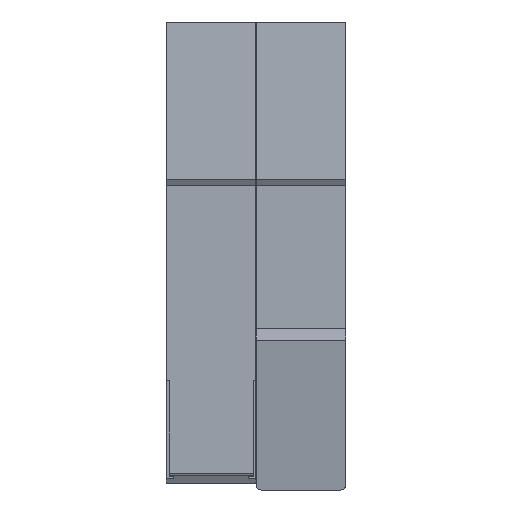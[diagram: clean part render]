
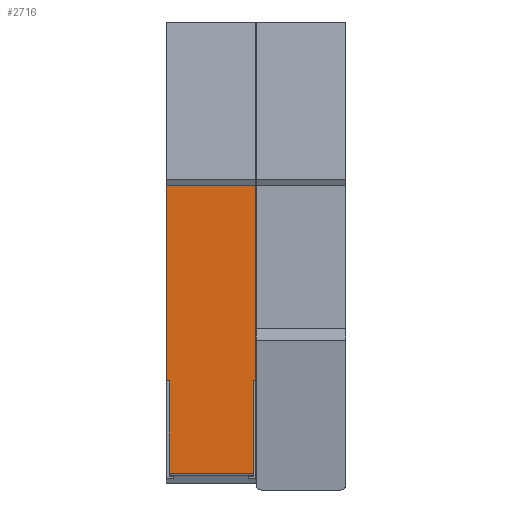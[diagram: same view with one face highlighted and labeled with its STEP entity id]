
A CAD part, front view. The second image highlights one B-rep face of the part: STEP entity #2716.
In plain terms, the highlighted planar face has unit normal (0, -1, 0).
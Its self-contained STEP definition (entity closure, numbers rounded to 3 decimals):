
#296 = VERTEX_POINT ( 'NONE', #64535 ) ;
#1771 = CARTESIAN_POINT ( 'NONE',  ( 8.75, -30.2, 40.736 ) ) ;
#1892 = VERTEX_POINT ( 'NONE', #6127 ) ;
#2716 = ADVANCED_FACE ( 'NONE', ( #15244 ), #44800, .F. ) ;
#3985 = VERTEX_POINT ( 'NONE', #37829 ) ;
#4937 = CARTESIAN_POINT ( 'NONE',  ( 17.5, -30.2, -22.64 ) ) ;
#5255 = VERTEX_POINT ( 'NONE', #4937 ) ;
#5295 = CARTESIAN_POINT ( 'NONE',  ( 1.5, -30.2, 22.64 ) ) ;
#5347 = EDGE_CURVE ( 'NONE', #6336, #57851, #28094, .T. ) ;
#5516 = DIRECTION ( 'NONE',  ( 0., 0., -1. ) ) ;
#5574 = CARTESIAN_POINT ( 'NONE',  ( 0.6, -30.2, 40.736 ) ) ;
#6127 = CARTESIAN_POINT ( 'NONE',  ( 0.6, -30.2, -40.736 ) ) ;
#6336 = VERTEX_POINT ( 'NONE', #38652 ) ;
#6864 = EDGE_CURVE ( 'NONE', #64960, #1892, #24091, .T. ) ;
#6885 = CARTESIAN_POINT ( 'NONE',  ( 17., -30.2, -40.736 ) ) ;
#7358 = ORIENTED_EDGE ( 'NONE', *, *, #49844, .T. ) ;
#9251 = CARTESIAN_POINT ( 'NONE',  ( 17., -30.2, 22.64 ) ) ;
#10570 = EDGE_CURVE ( 'NONE', #26152, #18758, #25980, .T. ) ;
#11023 = ORIENTED_EDGE ( 'NONE', *, *, #50695, .F. ) ;
#11771 = VECTOR ( 'NONE', #5516, 1000. ) ;
#15244 = FACE_OUTER_BOUND ( 'NONE', #68156, .T. ) ;
#16876 = CARTESIAN_POINT ( 'NONE',  ( 17., -30.2, -22.64 ) ) ;
#17846 = ORIENTED_EDGE ( 'NONE', *, *, #26860, .T. ) ;
#18210 = VERTEX_POINT ( 'NONE', #6885 ) ;
#18296 = CARTESIAN_POINT ( 'NONE',  ( 1.5, -30.2, -22.64 ) ) ;
#18758 = VERTEX_POINT ( 'NONE', #73940 ) ;
#19961 = VECTOR ( 'NONE', #29382, 1000. ) ;
#24062 = CARTESIAN_POINT ( 'NONE',  ( 0., -30.2, 0. ) ) ;
#24091 = LINE ( 'NONE', #47204, #52892 ) ;
#25092 = CARTESIAN_POINT ( 'NONE',  ( 0., -30.2, 22.64 ) ) ;
#25426 = EDGE_CURVE ( 'NONE', #64960, #3985, #35385, .T. ) ;
#25980 = LINE ( 'NONE', #9251, #59704 ) ;
#26058 = EDGE_CURVE ( 'NONE', #45228, #5255, #50021, .T. ) ;
#26152 = VERTEX_POINT ( 'NONE', #43032 ) ;
#26860 = EDGE_CURVE ( 'NONE', #1892, #18210, #34432, .T. ) ;
#28094 = LINE ( 'NONE', #5295, #62521 ) ;
#28460 = DIRECTION ( 'NONE',  ( -1., 0., 0. ) ) ;
#28994 = LINE ( 'NONE', #16876, #32796 ) ;
#29382 = DIRECTION ( 'NONE',  ( 0., 0., -1. ) ) ;
#32112 = LINE ( 'NONE', #1771, #41747 ) ;
#32451 = EDGE_CURVE ( 'NONE', #26152, #45228, #68548, .T. ) ;
#32796 = VECTOR ( 'NONE', #52105, 1000. ) ;
#33901 = EDGE_CURVE ( 'NONE', #296, #18210, #28994, .T. ) ;
#34432 = LINE ( 'NONE', #45414, #56665 ) ;
#35385 = LINE ( 'NONE', #18296, #50488 ) ;
#35720 = ORIENTED_EDGE ( 'NONE', *, *, #10570, .T. ) ;
#36043 = ORIENTED_EDGE ( 'NONE', *, *, #26058, .F. ) ;
#37608 = CARTESIAN_POINT ( 'NONE',  ( 0.6, -30.2, 22.64 ) ) ;
#37829 = CARTESIAN_POINT ( 'NONE',  ( 0., -30.2, -22.64 ) ) ;
#38267 = AXIS2_PLACEMENT_3D ( 'NONE', #44048, #38377, #61531 ) ;
#38377 = DIRECTION ( 'NONE',  ( 0., 1., 0. ) ) ;
#38652 = CARTESIAN_POINT ( 'NONE',  ( 0.6, -30.2, 22.64 ) ) ;
#41559 = ORIENTED_EDGE ( 'NONE', *, *, #25426, .F. ) ;
#41747 = VECTOR ( 'NONE', #60183, 1000. ) ;
#43032 = CARTESIAN_POINT ( 'NONE',  ( 17., -30.2, 22.64 ) ) ;
#44048 = CARTESIAN_POINT ( 'NONE',  ( 8.75, -30.2, 0. ) ) ;
#44800 = PLANE ( 'NONE',  #38267 ) ;
#44970 = ORIENTED_EDGE ( 'NONE', *, *, #55911, .T. ) ;
#45228 = VERTEX_POINT ( 'NONE', #73340 ) ;
#45414 = CARTESIAN_POINT ( 'NONE',  ( 8.75, -30.2, -40.736 ) ) ;
#45920 = VECTOR ( 'NONE', #57159, 1000. ) ;
#47172 = LINE ( 'NONE', #24062, #19961 ) ;
#47204 = CARTESIAN_POINT ( 'NONE',  ( 0.6, -30.2, -22.64 ) ) ;
#49844 = EDGE_CURVE ( 'NONE', #18758, #70068, #32112, .T. ) ;
#50021 = LINE ( 'NONE', #73599, #11771 ) ;
#50317 = VECTOR ( 'NONE', #66467, 1000. ) ;
#50488 = VECTOR ( 'NONE', #58527, 1000. ) ;
#50695 = EDGE_CURVE ( 'NONE', #6336, #70068, #73296, .T. ) ;
#51080 = CARTESIAN_POINT ( 'NONE',  ( 16., -30.2, 22.64 ) ) ;
#51635 = ORIENTED_EDGE ( 'NONE', *, *, #63006, .T. ) ;
#52105 = DIRECTION ( 'NONE',  ( 0., 0., -1. ) ) ;
#52892 = VECTOR ( 'NONE', #57878, 1000. ) ;
#55911 = EDGE_CURVE ( 'NONE', #296, #5255, #56957, .T. ) ;
#56665 = VECTOR ( 'NONE', #68594, 1000. ) ;
#56957 = LINE ( 'NONE', #67633, #67684 ) ;
#57159 = DIRECTION ( 'NONE',  ( 1., 0., 0. ) ) ;
#57786 = ORIENTED_EDGE ( 'NONE', *, *, #6864, .T. ) ;
#57851 = VERTEX_POINT ( 'NONE', #25092 ) ;
#57878 = DIRECTION ( 'NONE',  ( 0., 0., -1. ) ) ;
#58527 = DIRECTION ( 'NONE',  ( -1., 0., 0. ) ) ;
#59704 = VECTOR ( 'NONE', #73032, 1000. ) ;
#60183 = DIRECTION ( 'NONE',  ( -1., 0., 0. ) ) ;
#60938 = ORIENTED_EDGE ( 'NONE', *, *, #5347, .T. ) ;
#61531 = DIRECTION ( 'NONE',  ( 0., 0., 1. ) ) ;
#62521 = VECTOR ( 'NONE', #28460, 1000. ) ;
#63006 = EDGE_CURVE ( 'NONE', #57851, #3985, #47172, .T. ) ;
#64535 = CARTESIAN_POINT ( 'NONE',  ( 17., -30.2, -22.64 ) ) ;
#64960 = VERTEX_POINT ( 'NONE', #65826 ) ;
#65826 = CARTESIAN_POINT ( 'NONE',  ( 0.6, -30.2, -22.64 ) ) ;
#66467 = DIRECTION ( 'NONE',  ( 0., 0., 1. ) ) ;
#67095 = ORIENTED_EDGE ( 'NONE', *, *, #32451, .F. ) ;
#67633 = CARTESIAN_POINT ( 'NONE',  ( 16., -30.2, -22.64 ) ) ;
#67684 = VECTOR ( 'NONE', #74085, 1000. ) ;
#68024 = ORIENTED_EDGE ( 'NONE', *, *, #33901, .F. ) ;
#68156 = EDGE_LOOP ( 'NONE', ( #57786, #17846, #68024, #44970, #36043, #67095, #35720, #7358, #11023, #60938, #51635, #41559 ) ) ;
#68548 = LINE ( 'NONE', #51080, #45920 ) ;
#68594 = DIRECTION ( 'NONE',  ( 1., 0., 0. ) ) ;
#70068 = VERTEX_POINT ( 'NONE', #5574 ) ;
#73032 = DIRECTION ( 'NONE',  ( 0., 0., 1. ) ) ;
#73296 = LINE ( 'NONE', #37608, #50317 ) ;
#73340 = CARTESIAN_POINT ( 'NONE',  ( 17.5, -30.2, 22.64 ) ) ;
#73599 = CARTESIAN_POINT ( 'NONE',  ( 17.5, -30.2, 0. ) ) ;
#73940 = CARTESIAN_POINT ( 'NONE',  ( 17., -30.2, 40.736 ) ) ;
#74085 = DIRECTION ( 'NONE',  ( 1., 0., 0. ) ) ;
